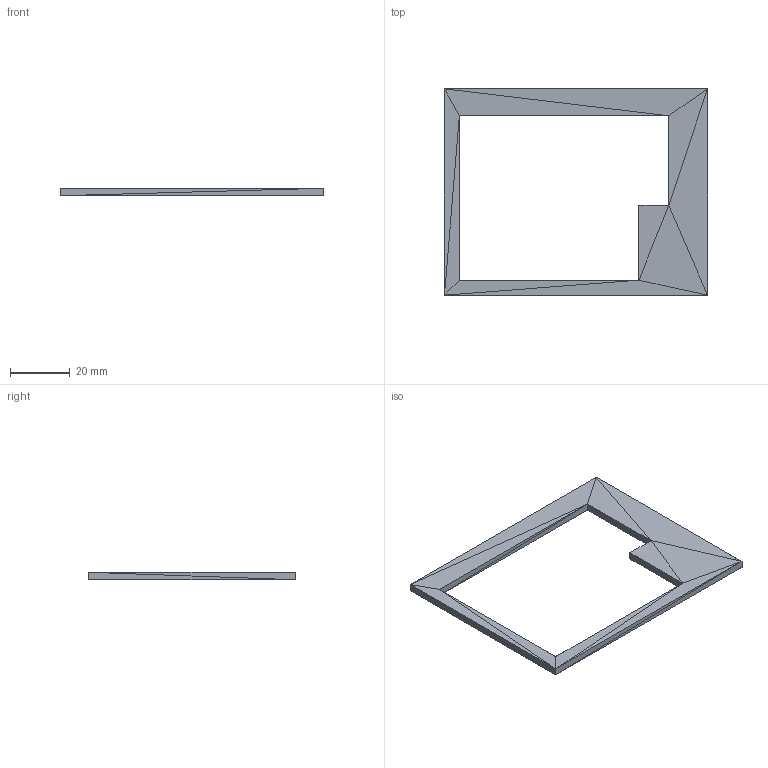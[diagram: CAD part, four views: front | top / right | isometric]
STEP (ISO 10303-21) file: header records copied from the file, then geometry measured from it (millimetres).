
FILE_DESCRIPTION((''),'2;1');
FILE_NAME('enclosure-lid', '2026-01-05T12:03:45', (''), (''), 'ImageToStl.com STEP Converter','', '');
FILE_SCHEMA(('AUTOMOTIVE_DESIGN_CC2'));
Length unit declared in the file: metre
Products named in the file (1): product0
Bounding box: 88 x 69 x 2.5 mm (x, y, z)
Surface area: 6354 mm2 (no closed solid volume)
Topology: 0 solids, 56 shells, 56 faces, 168 edges, 28 vertices
Faces by surface type: plane 56
Entity records: 1316 total; most frequent: DIRECTION 282, ORIENTED_EDGE 168, EDGE_CURVE 168, LINE 168, VECTOR 168, AXIS2_PLACEMENT_3D 57, FACE_SURFACE 56, PLANE 56
